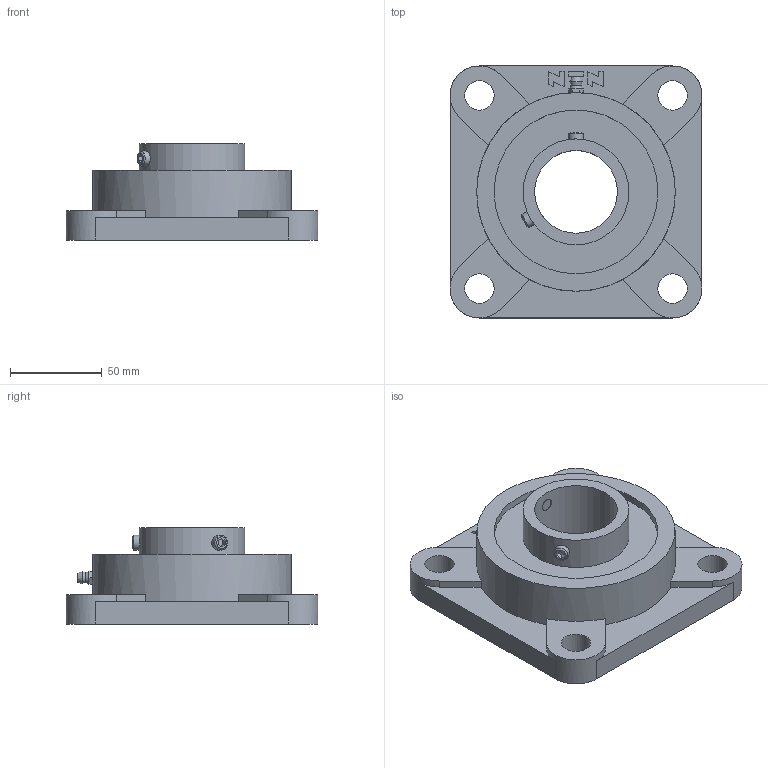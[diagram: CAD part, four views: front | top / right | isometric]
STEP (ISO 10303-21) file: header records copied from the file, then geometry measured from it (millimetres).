
FILE_DESCRIPTION(/* description */ ('Standard-'),/* implementation_level */ '2;1');
FILE_NAME(/* name */ 'UCF209.stp',/* time_stamp */ '2023-01-26T22:27:06+09:00',/* author */ ('enomKR'),/* organization */ ('NTN'),/* preprocessor_version */ 'ST-DEVELOPER v18.1',/* originating_system */ 'Autodesk Inventor 2022',/* authorisation */ '');
FILE_SCHEMA (('AUTOMOTIVE_DESIGN { 1 0 10303 214 3 1 1 }'));
Length unit declared in the file: millimetre
Products named in the file (3): UCF209D1(45,D1); UCF209D1 Housing; GA-1/4-28UNFGNUCF
Assembly tree (2 placements, depth 2):
  UCF209D1(45,D1)
    UCF209D1 Housing
    GA-1/4-28UNFGNUCF
Bounding box: 137 x 137 x 52.2 mm (x, y, z)
Volume: 326341.6 mm3; surface area: 69213.7 mm2
Topology: 2 solids, 2 shells, 124 faces, 306 edges, 200 vertices
Faces by surface type: plane 95, cylinder 22, cone 7
Full cylindrical faces by diameter (mm): 6.773 x2, 8 x2, 16 x4, 45 x1, 57.5 x2, 89 x2, 108 x1
Entity records: 3902 total; most frequent: CARTESIAN_POINT 767, DIRECTION 630, ORIENTED_EDGE 612, EDGE_CURVE 306, LINE 232, VECTOR 232, VERTEX_POINT 200, AXIS2_PLACEMENT_3D 199
